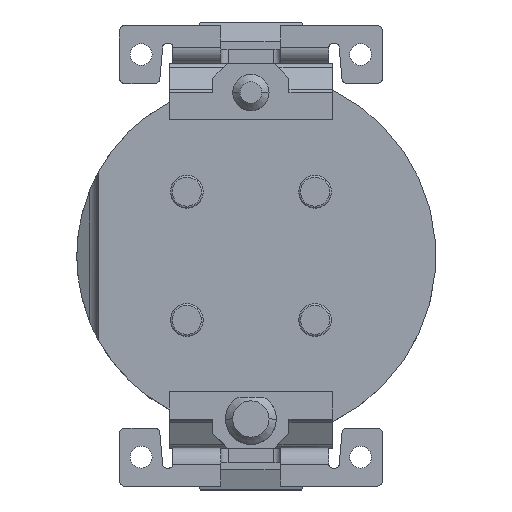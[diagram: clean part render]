
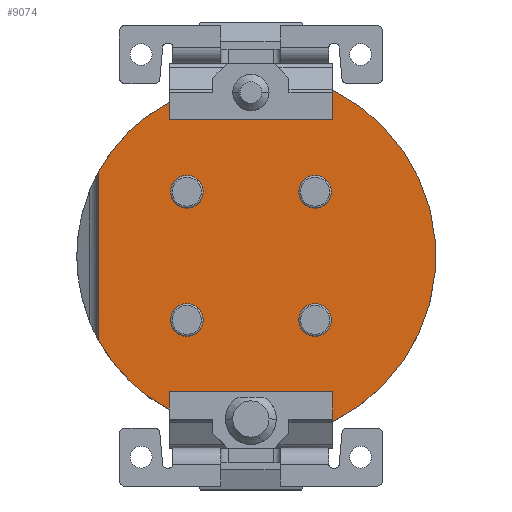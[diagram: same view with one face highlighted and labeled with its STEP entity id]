
A CAD part, top view. The second image highlights one B-rep face of the part: STEP entity #9074.
In plain terms, the highlighted planar face has unit normal (0, 0, 1).
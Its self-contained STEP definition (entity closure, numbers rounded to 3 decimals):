
#13=DIRECTION('',(0.,1.,0.));
#14=VECTOR('',#13,4.648);
#15=CARTESIAN_POINT('',(-4.2,-2.324,-1.2));
#16=LINE('',#15,#14);
#17=DIRECTION('',(0.,-1.,0.));
#18=VECTOR('',#17,0.49);
#19=CARTESIAN_POINT('',(-2.25,4.24,-1.2));
#20=LINE('',#19,#18);
#21=DIRECTION('',(1.,0.,0.));
#22=VECTOR('',#21,4.5);
#23=CARTESIAN_POINT('',(-2.25,3.75,-1.2));
#24=LINE('',#23,#22);
#25=DIRECTION('',(0.,1.,0.));
#26=VECTOR('',#25,0.827);
#27=CARTESIAN_POINT('',(2.25,3.75,-1.2));
#28=LINE('',#27,#26);
#29=DIRECTION('',(0.,1.,0.));
#30=VECTOR('',#29,0.827);
#31=CARTESIAN_POINT('',(2.25,-4.577,-1.2));
#32=LINE('',#31,#30);
#33=DIRECTION('',(-1.,0.,0.));
#34=VECTOR('',#33,4.5);
#35=CARTESIAN_POINT('',(2.25,-3.75,-1.2));
#36=LINE('',#35,#34);
#37=DIRECTION('',(0.,-1.,0.));
#38=VECTOR('',#37,0.49);
#39=CARTESIAN_POINT('',(-2.25,-3.75,-1.2));
#40=LINE('',#39,#38);
#41=CARTESIAN_POINT('',(1.768,-1.768,-1.2));
#42=DIRECTION('',(0.,0.,-1.));
#43=DIRECTION('',(-0.707,-0.707,0.));
#44=AXIS2_PLACEMENT_3D('',#41,#42,#43);
#46=CARTESIAN_POINT('',(1.768,-1.768,-1.2));
#47=DIRECTION('',(0.,0.,-1.));
#48=DIRECTION('',(0.707,0.707,0.));
#49=AXIS2_PLACEMENT_3D('',#46,#47,#48);
#51=CARTESIAN_POINT('',(-1.768,-1.768,-1.2));
#52=DIRECTION('',(0.,0.,-1.));
#53=DIRECTION('',(-0.707,-0.707,0.));
#54=AXIS2_PLACEMENT_3D('',#51,#52,#53);
#56=CARTESIAN_POINT('',(-1.768,-1.768,-1.2));
#57=DIRECTION('',(0.,0.,-1.));
#58=DIRECTION('',(0.707,0.707,0.));
#59=AXIS2_PLACEMENT_3D('',#56,#57,#58);
#61=CARTESIAN_POINT('',(-1.768,1.768,-1.2));
#62=DIRECTION('',(0.,0.,-1.));
#63=DIRECTION('',(-0.707,-0.707,0.));
#64=AXIS2_PLACEMENT_3D('',#61,#62,#63);
#66=CARTESIAN_POINT('',(-1.768,1.768,-1.2));
#67=DIRECTION('',(0.,0.,-1.));
#68=DIRECTION('',(0.707,0.707,0.));
#69=AXIS2_PLACEMENT_3D('',#66,#67,#68);
#71=CARTESIAN_POINT('',(1.768,1.768,-1.2));
#72=DIRECTION('',(0.,0.,-1.));
#73=DIRECTION('',(-0.707,-0.707,0.));
#74=AXIS2_PLACEMENT_3D('',#71,#72,#73);
#76=CARTESIAN_POINT('',(1.768,1.768,-1.2));
#77=DIRECTION('',(0.,0.,-1.));
#78=DIRECTION('',(0.707,0.707,0.));
#79=AXIS2_PLACEMENT_3D('',#76,#77,#78);
#89=CARTESIAN_POINT('',(0.,0.,-1.2));
#90=DIRECTION('',(0.,0.,1.));
#91=DIRECTION('',(-0.875,-0.484,0.));
#92=AXIS2_PLACEMENT_3D('',#89,#90,#91);
#163=CARTESIAN_POINT('',(0.,0.,-1.2));
#164=DIRECTION('',(0.,0.,1.));
#165=DIRECTION('',(-0.469,0.883,0.));
#166=AXIS2_PLACEMENT_3D('',#163,#164,#165);
#370=CARTESIAN_POINT('',(0.,0.,-1.2));
#371=DIRECTION('',(0.,0.,1.));
#372=DIRECTION('',(0.441,-0.897,0.));
#373=AXIS2_PLACEMENT_3D('',#370,#371,#372);
#7230=CARTESIAN_POINT('',(2.25,-3.75,-1.2));
#7231=CARTESIAN_POINT('',(-2.25,-3.75,-1.2));
#7232=VERTEX_POINT('',#7230);
#7233=VERTEX_POINT('',#7231);
#7234=CARTESIAN_POINT('',(-2.25,3.75,-1.2));
#7235=CARTESIAN_POINT('',(2.25,3.75,-1.2));
#7236=VERTEX_POINT('',#7234);
#7237=VERTEX_POINT('',#7235);
#7468=CARTESIAN_POINT('',(-2.25,-4.24,-1.2));
#7470=VERTEX_POINT('',#7468);
#7472=CARTESIAN_POINT('',(-2.25,4.24,-1.2));
#7474=VERTEX_POINT('',#7472);
#8010=CARTESIAN_POINT('',(2.25,-4.577,-1.2));
#8012=VERTEX_POINT('',#8010);
#8015=CARTESIAN_POINT('',(2.25,4.577,-1.2));
#8017=VERTEX_POINT('',#8015);
#8019=CARTESIAN_POINT('',(-4.2,-2.324,-1.2));
#8020=CARTESIAN_POINT('',(-4.2,2.324,-1.2));
#8021=VERTEX_POINT('',#8019);
#8022=VERTEX_POINT('',#8020);
#8959=CARTESIAN_POINT('',(1.485,-2.051,-1.2));
#8960=CARTESIAN_POINT('',(2.051,-1.485,-1.2));
#8961=VERTEX_POINT('',#8959);
#8962=VERTEX_POINT('',#8960);
#8979=CARTESIAN_POINT('',(-2.051,-2.051,-1.2));
#8980=CARTESIAN_POINT('',(-1.485,-1.485,-1.2));
#8981=VERTEX_POINT('',#8979);
#8982=VERTEX_POINT('',#8980);
#8999=CARTESIAN_POINT('',(-2.051,1.485,-1.2));
#9000=CARTESIAN_POINT('',(-1.485,2.051,-1.2));
#9001=VERTEX_POINT('',#8999);
#9002=VERTEX_POINT('',#9000);
#9019=CARTESIAN_POINT('',(1.485,1.485,-1.2));
#9020=CARTESIAN_POINT('',(2.051,2.051,-1.2));
#9021=VERTEX_POINT('',#9019);
#9022=VERTEX_POINT('',#9020);
#9023=CARTESIAN_POINT('',(0.,0.,-1.2));
#9024=DIRECTION('',(0.,0.,1.));
#9025=DIRECTION('',(0.,1.,0.));
#9026=AXIS2_PLACEMENT_3D('',#9023,#9024,#9025);
#9027=PLANE('',#9026);
#9029=ORIENTED_EDGE('',*,*,#9028,.T.);
#9031=ORIENTED_EDGE('',*,*,#9030,.F.);
#9033=ORIENTED_EDGE('',*,*,#9032,.T.);
#9035=ORIENTED_EDGE('',*,*,#9034,.T.);
#9037=ORIENTED_EDGE('',*,*,#9036,.T.);
#9039=ORIENTED_EDGE('',*,*,#9038,.F.);
#9041=ORIENTED_EDGE('',*,*,#9040,.T.);
#9043=ORIENTED_EDGE('',*,*,#9042,.T.);
#9045=ORIENTED_EDGE('',*,*,#9044,.T.);
#9047=ORIENTED_EDGE('',*,*,#9046,.F.);
#9048=EDGE_LOOP('',(#9029,#9031,#9033,#9035,#9037,#9039,#9041,#9043,#9045,
#9047));
#9049=FACE_OUTER_BOUND('',#9048,.F.);
#9051=ORIENTED_EDGE('',*,*,#9050,.F.);
#9053=ORIENTED_EDGE('',*,*,#9052,.F.);
#9054=EDGE_LOOP('',(#9051,#9053));
#9055=FACE_BOUND('',#9054,.F.);
#9057=ORIENTED_EDGE('',*,*,#9056,.F.);
#9059=ORIENTED_EDGE('',*,*,#9058,.F.);
#9060=EDGE_LOOP('',(#9057,#9059));
#9061=FACE_BOUND('',#9060,.F.);
#9063=ORIENTED_EDGE('',*,*,#9062,.F.);
#9065=ORIENTED_EDGE('',*,*,#9064,.F.);
#9066=EDGE_LOOP('',(#9063,#9065));
#9067=FACE_BOUND('',#9066,.F.);
#9069=ORIENTED_EDGE('',*,*,#9068,.F.);
#9071=ORIENTED_EDGE('',*,*,#9070,.F.);
#9072=EDGE_LOOP('',(#9069,#9071));
#9073=FACE_BOUND('',#9072,.F.);
#45=CIRCLE('',#44,0.4);
#50=CIRCLE('',#49,0.4);
#55=CIRCLE('',#54,0.4);
#60=CIRCLE('',#59,0.4);
#65=CIRCLE('',#64,0.4);
#70=CIRCLE('',#69,0.4);
#75=CIRCLE('',#74,0.4);
#80=CIRCLE('',#79,0.4);
#93=CIRCLE('',#92,4.8);
#167=CIRCLE('',#166,4.8);
#374=CIRCLE('',#373,5.1);
#9028=EDGE_CURVE('',#8021,#8022,#16,.T.);
#9030=EDGE_CURVE('',#7474,#8022,#167,.T.);
#9032=EDGE_CURVE('',#7474,#7236,#20,.T.);
#9034=EDGE_CURVE('',#7236,#7237,#24,.T.);
#9036=EDGE_CURVE('',#7237,#8017,#28,.T.);
#9038=EDGE_CURVE('',#8012,#8017,#374,.T.);
#9040=EDGE_CURVE('',#8012,#7232,#32,.T.);
#9042=EDGE_CURVE('',#7232,#7233,#36,.T.);
#9044=EDGE_CURVE('',#7233,#7470,#40,.T.);
#9046=EDGE_CURVE('',#8021,#7470,#93,.T.);
#9050=EDGE_CURVE('',#8961,#8962,#45,.T.);
#9052=EDGE_CURVE('',#8962,#8961,#50,.T.);
#9056=EDGE_CURVE('',#8981,#8982,#55,.T.);
#9058=EDGE_CURVE('',#8982,#8981,#60,.T.);
#9062=EDGE_CURVE('',#9001,#9002,#65,.T.);
#9064=EDGE_CURVE('',#9002,#9001,#70,.T.);
#9068=EDGE_CURVE('',#9021,#9022,#75,.T.);
#9070=EDGE_CURVE('',#9022,#9021,#80,.T.);
#9074=ADVANCED_FACE('',(#9049,#9055,#9061,#9067,#9073),#9027,.T.);
